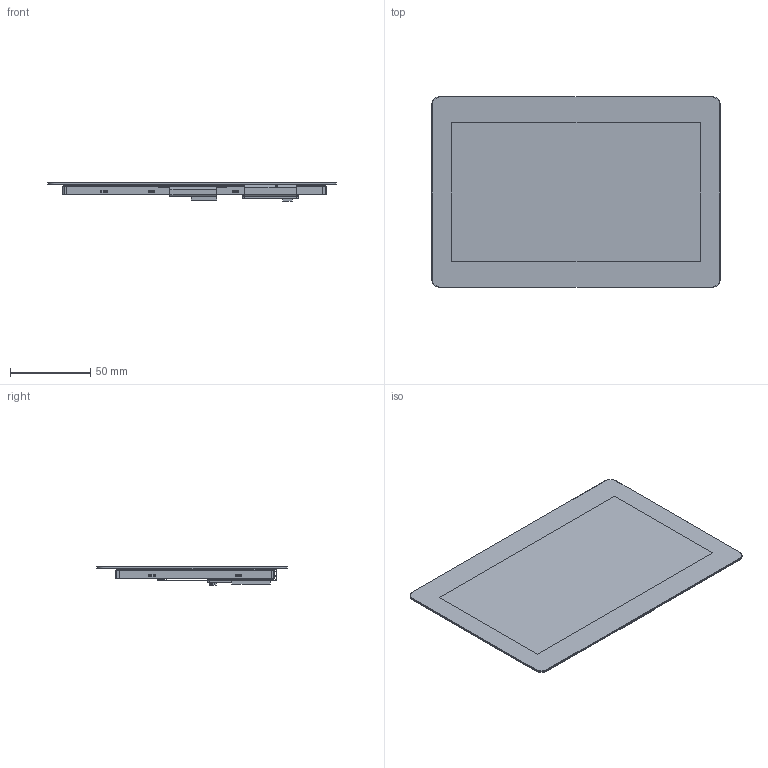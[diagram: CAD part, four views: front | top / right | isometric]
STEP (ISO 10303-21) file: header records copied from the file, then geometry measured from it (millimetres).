
FILE_DESCRIPTION(/* description */ (''),/* implementation_level */ '2;1');
FILE_NAME(/* name */ 'RVT70HSMNWC00-B_Rev.1.0.stp',/* time_stamp */ '2021-07-16T12:55:58+02:00',/* author */ ('Mateusz Natywa'),/* organization */ (''),/* preprocessor_version */ 'ST-DEVELOPER v17',/* originating_system */ 'Autodesk Inventor 2019',/* authorisation */ '');
FILE_SCHEMA (('CONFIG_CONTROL_DESIGN'));
Length unit declared in the file: millimetre
Products named in the file (14): 7.0RGB_OB; TFT; DISP; FPCM; CTP; CG; SCA; SENSOR; FPC; DST; OCA; BT_UP; BT_L_R; BT_DOWN
Assembly tree (14 placements, depth 3):
  7.0RGB_OB
    TFT
      DISP
      FPCM
    CTP
      CG
      SCA
      SENSOR
      FPC
      DST
    OCA
    BT_UP
    BT_L_R  x2
    BT_DOWN
Bounding box: 179.96 x 119 x 11.65 mm (x, y, z)
Volume: 131413.4 mm3; surface area: 200181 mm2
Topology: 14 solids, 14 shells, 529 faces, 1432 edges, 946 vertices
Faces by surface type: plane 472, cylinder 47, cone 8, bspline 2
Entity records: 16773 total; most frequent: CARTESIAN_POINT 2927, ORIENTED_EDGE 2816, DIRECTION 2596, EDGE_CURVE 1408, LINE 1302, VECTOR 1302, VERTEX_POINT 930, AXIS2_PLACEMENT_3D 647
